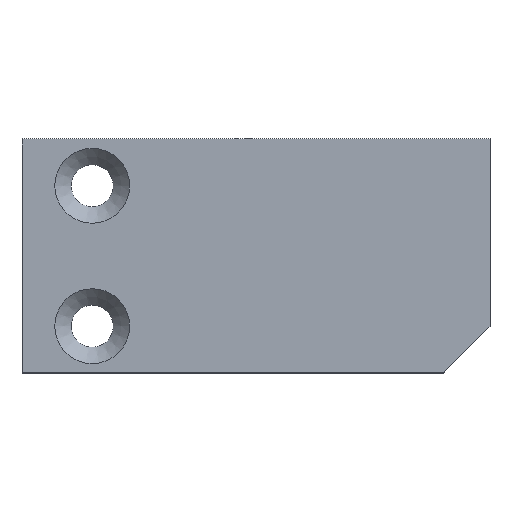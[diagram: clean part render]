
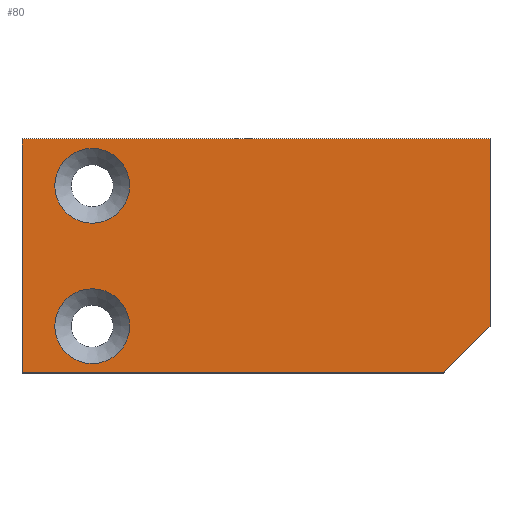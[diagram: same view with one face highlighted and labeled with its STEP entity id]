
A CAD part, top view. The second image highlights one B-rep face of the part: STEP entity #80.
In plain terms, the highlighted planar face has unit normal (0, 0, 1).
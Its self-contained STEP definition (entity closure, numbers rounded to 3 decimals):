
#80 = ADVANCED_FACE( '', ( #99, #100, #101 ), #102, .F. );
#99 = FACE_BOUND( '', #129, .T. );
#100 = FACE_BOUND( '', #130, .T. );
#101 = FACE_OUTER_BOUND( '', #131, .T. );
#102 = PLANE( '', #132 );
#129 = EDGE_LOOP( '', ( #185 ) );
#130 = EDGE_LOOP( '', ( #186 ) );
#131 = EDGE_LOOP( '', ( #187, #188, #189, #190, #191 ) );
#132 = AXIS2_PLACEMENT_3D( '', #192, #193, #194 );
#185 = ORIENTED_EDGE( '', *, *, #238, .T. );
#186 = ORIENTED_EDGE( '', *, *, #239, .T. );
#187 = ORIENTED_EDGE( '', *, *, #224, .F. );
#188 = ORIENTED_EDGE( '', *, *, #228, .T. );
#189 = ORIENTED_EDGE( '', *, *, #236, .F. );
#190 = ORIENTED_EDGE( '', *, *, #240, .F. );
#191 = ORIENTED_EDGE( '', *, *, #234, .F. );
#192 = CARTESIAN_POINT( '', ( -45., -15., 0. ) );
#193 = DIRECTION( '', ( 0., 0., -1. ) );
#194 = DIRECTION( '', ( -1., 0., 0. ) );
#224 = EDGE_CURVE( '', #246, #248, #249, .T. );
#228 = EDGE_CURVE( '', #246, #253, #255, .F. );
#234 = EDGE_CURVE( '', #248, #265, #266, .T. );
#236 = EDGE_CURVE( '', #268, #253, #269, .T. );
#238 = EDGE_CURVE( '', #271, #271, #272, .T. );
#239 = EDGE_CURVE( '', #273, #273, #274, .T. );
#240 = EDGE_CURVE( '', #265, #268, #275, .T. );
#246 = VERTEX_POINT( '', #284 );
#248 = VERTEX_POINT( '', #287 );
#249 = LINE( '', #288, #289 );
#253 = VERTEX_POINT( '', #295 );
#255 = LINE( '', #298, #299 );
#265 = VERTEX_POINT( '', #312 );
#266 = LINE( '', #313, #314 );
#268 = VERTEX_POINT( '', #317 );
#269 = LINE( '', #318, #319 );
#271 = VERTEX_POINT( '', #322 );
#272 = CIRCLE( '', #323, 4. );
#273 = VERTEX_POINT( '', #324 );
#274 = CIRCLE( '', #325, 4. );
#275 = LINE( '', #326, #327 );
#284 = CARTESIAN_POINT( '', ( 0., -15., 0. ) );
#287 = CARTESIAN_POINT( '', ( -45., -15., 0. ) );
#288 = CARTESIAN_POINT( '', ( 5., -15., 0. ) );
#289 = VECTOR( '', #334, 1000. );
#295 = CARTESIAN_POINT( '', ( 5., -10., 0. ) );
#298 = CARTESIAN_POINT( '', ( 0., -15., 0. ) );
#299 = VECTOR( '', #338, 1000. );
#312 = CARTESIAN_POINT( '', ( -45., 10., 0. ) );
#313 = CARTESIAN_POINT( '', ( -45., -15., 0. ) );
#314 = VECTOR( '', #348, 1000. );
#317 = CARTESIAN_POINT( '', ( 5., 10., 0. ) );
#318 = CARTESIAN_POINT( '', ( 5., 10., 0. ) );
#319 = VECTOR( '', #350, 1000. );
#322 = CARTESIAN_POINT( '', ( -33.5, -10., 0. ) );
#323 = AXIS2_PLACEMENT_3D( '', #352, #353, #354 );
#324 = CARTESIAN_POINT( '', ( -33.5, 5., 0. ) );
#325 = AXIS2_PLACEMENT_3D( '', #355, #356, #357 );
#326 = CARTESIAN_POINT( '', ( -45., 10., 0. ) );
#327 = VECTOR( '', #358, 1000. );
#334 = DIRECTION( '', ( -1., 0., 0. ) );
#338 = DIRECTION( '', ( -0.707, -0.707, 0. ) );
#348 = DIRECTION( '', ( 0., 1., 0. ) );
#350 = DIRECTION( '', ( 0., -1., 0. ) );
#352 = CARTESIAN_POINT( '', ( -37.5, -10., 0. ) );
#353 = DIRECTION( '', ( 0., 0., -1. ) );
#354 = DIRECTION( '', ( 1., 0., 0. ) );
#355 = CARTESIAN_POINT( '', ( -37.5, 5., 0. ) );
#356 = DIRECTION( '', ( 0., 0., -1. ) );
#357 = DIRECTION( '', ( 1., 0., 0. ) );
#358 = DIRECTION( '', ( 1., 0., 0. ) );
